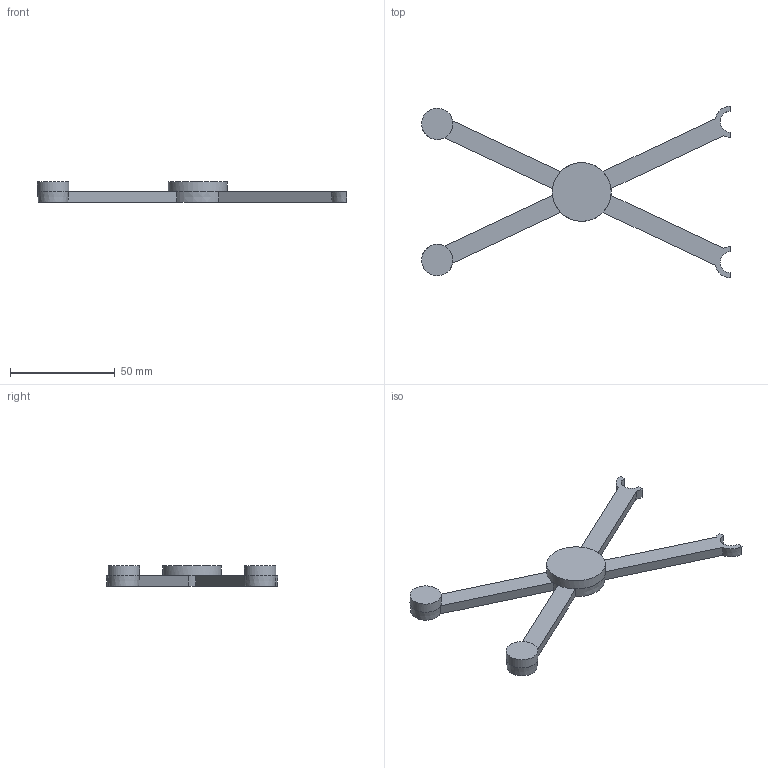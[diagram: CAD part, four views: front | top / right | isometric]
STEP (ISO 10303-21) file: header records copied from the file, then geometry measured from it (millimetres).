
FILE_DESCRIPTION(/* description */ ('','CAx-IF Rec.Pracs.---Representation and Presentation of Product Manufacturing Information (PMI)---4.0---2014-10-13'),/* implementation_level */ '2;1');
FILE_NAME(/* name */ 'keyboard-2-plate v13 - Support LHS.step',/* time_stamp */ '2025-01-19T10:56:37Z',/* author */ (''),/* organization */ (''),/* preprocessor_version */ 'ST-DEVELOPER v20',/* originating_system */ 'Autodesk Translation Framework v13.20.0.188',/* authorisation */ '');
FILE_SCHEMA (('AP242_MANAGED_MODEL_BASED_3D_ENGINEERING_MIM_LF { 1 0 10303 442 1 1 4 }'));
Length unit declared in the file: millimetre
Products named in the file (5): keyboard-2-plate; Base; Base-Feet; Supports; Support Center Screw
Assembly tree (4 placements, depth 5):
  keyboard-2-plate
    Base
      Base-Feet
        Supports
          Support Center Screw
Bounding box: 147.41 x 81.99 x 9.75 mm (x, y, z)
Volume: 14536.9 mm3; surface area: 12103.2 mm2
Topology: 1 solids, 1 shells, 52 faces, 135 edges, 86 vertices
Faces by surface type: plane 29, cone 16, cylinder 7
Full cylindrical faces by diameter (mm): 15 x2, 28 x1
Entity records: 1684 total; most frequent: CARTESIAN_POINT 338, DIRECTION 285, ORIENTED_EDGE 270, EDGE_CURVE 135, AXIS2_PLACEMENT_3D 117, VERTEX_POINT 86, EDGE_LOOP 53, FACE_OUTER_BOUND 52
